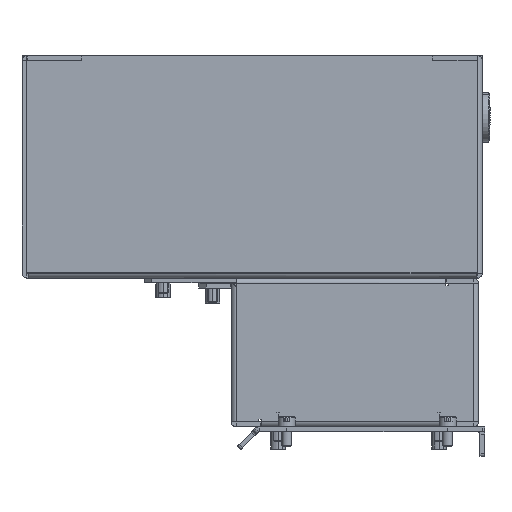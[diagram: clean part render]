
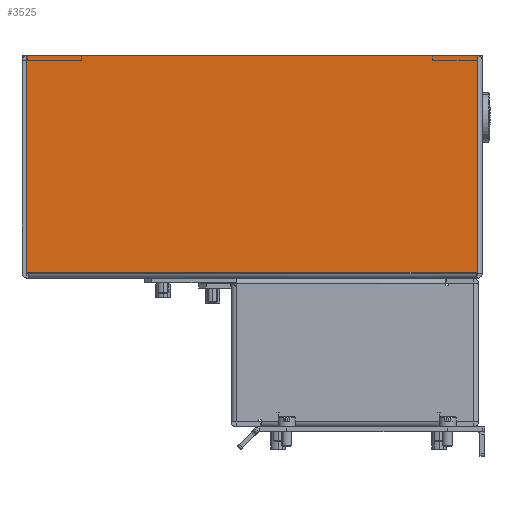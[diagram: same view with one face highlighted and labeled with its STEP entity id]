
A CAD part, left-side view. The second image highlights one B-rep face of the part: STEP entity #3525.
In plain terms, the highlighted face is planar.
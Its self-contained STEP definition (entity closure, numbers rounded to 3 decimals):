
#88 = EDGE_LOOP ( 'NONE', ( #857, #10761, #9965, #6778, #16902, #13285, #15969 ) ) ;
#415 = VERTEX_POINT ( 'NONE', #5939 ) ;
#820 = DIRECTION ( 'NONE',  ( -1., 0., 0. ) ) ;
#857 = ORIENTED_EDGE ( 'NONE', *, *, #15550, .T. ) ;
#996 = CARTESIAN_POINT ( 'NONE',  ( 237., 0., 90. ) ) ;
#1008 = LINE ( 'NONE', #6222, #12141 ) ;
#1653 = DIRECTION ( 'NONE',  ( 0., -1., 0. ) ) ;
#2298 = PLANE ( 'NONE',  #6529 ) ;
#2342 = EDGE_CURVE ( 'NONE', #15671, #415, #15453, .T. ) ;
#2599 = EDGE_CURVE ( 'NONE', #4522, #415, #9678, .T. ) ;
#3525 = ADVANCED_FACE ( 'NONE', ( #9081 ), #2298, .F. ) ;
#3617 = DIRECTION ( 'NONE',  ( 0., 1., 0. ) ) ;
#4300 = DIRECTION ( 'NONE',  ( 0., -1., 0. ) ) ;
#4522 = VERTEX_POINT ( 'NONE', #12682 ) ;
#4783 = CARTESIAN_POINT ( 'NONE',  ( 237., 183.999, 87.5 ) ) ;
#5336 = EDGE_CURVE ( 'NONE', #14798, #8059, #1008, .T. ) ;
#5807 = VECTOR ( 'NONE', #16067, 1000. ) ;
#5939 = CARTESIAN_POINT ( 'NONE',  ( 237., 2.5, 87.5 ) ) ;
#6222 = CARTESIAN_POINT ( 'NONE',  ( 237., 0., 0. ) ) ;
#6529 = AXIS2_PLACEMENT_3D ( 'NONE', #996, #820, #14417 ) ;
#6778 = ORIENTED_EDGE ( 'NONE', *, *, #13055, .T. ) ;
#7155 = CARTESIAN_POINT ( 'NONE',  ( 237., 183.5, 87.5 ) ) ;
#7685 = CARTESIAN_POINT ( 'NONE',  ( 237., 2.5, 90. ) ) ;
#7772 = DIRECTION ( 'NONE',  ( 0., 0., -1. ) ) ;
#8059 = VERTEX_POINT ( 'NONE', #11239 ) ;
#8267 = CARTESIAN_POINT ( 'NONE',  ( 237., 2.1, 90. ) ) ;
#9081 = FACE_OUTER_BOUND ( 'NONE', #88, .T. ) ;
#9478 = EDGE_CURVE ( 'NONE', #12617, #8059, #16422, .T. ) ;
#9678 = LINE ( 'NONE', #7155, #10628 ) ;
#9695 = EDGE_CURVE ( 'NONE', #10942, #14798, #9826, .T. ) ;
#9768 = CARTESIAN_POINT ( 'NONE',  ( 237., 2.1, 87.9 ) ) ;
#9809 = CARTESIAN_POINT ( 'NONE',  ( 237., 2.1, 0. ) ) ;
#9826 = LINE ( 'NONE', #8267, #12424 ) ;
#9965 = ORIENTED_EDGE ( 'NONE', *, *, #2342, .F. ) ;
#10628 = VECTOR ( 'NONE', #4300, 1000. ) ;
#10761 = ORIENTED_EDGE ( 'NONE', *, *, #2599, .T. ) ;
#10794 = CARTESIAN_POINT ( 'NONE',  ( 237., 2.5, 87.9 ) ) ;
#10942 = VERTEX_POINT ( 'NONE', #9768 ) ;
#11239 = CARTESIAN_POINT ( 'NONE',  ( 237., 183.999, 0. ) ) ;
#11341 = CARTESIAN_POINT ( 'NONE',  ( 237., 183.999, 90. ) ) ;
#11705 = VECTOR ( 'NONE', #7772, 1000. ) ;
#12141 = VECTOR ( 'NONE', #3617, 1000. ) ;
#12424 = VECTOR ( 'NONE', #14825, 1000. ) ;
#12617 = VERTEX_POINT ( 'NONE', #4783 ) ;
#12682 = CARTESIAN_POINT ( 'NONE',  ( 237., 183.5, 87.5 ) ) ;
#13055 = EDGE_CURVE ( 'NONE', #15671, #10942, #13159, .T. ) ;
#13159 = LINE ( 'NONE', #10794, #16980 ) ;
#13285 = ORIENTED_EDGE ( 'NONE', *, *, #5336, .T. ) ;
#13367 = LINE ( 'NONE', #14584, #5807 ) ;
#14417 = DIRECTION ( 'NONE',  ( 0., -1., 0. ) ) ;
#14584 = CARTESIAN_POINT ( 'NONE',  ( 237., 0., 87.5 ) ) ;
#14798 = VERTEX_POINT ( 'NONE', #9809 ) ;
#14825 = DIRECTION ( 'NONE',  ( 0., 0., -1. ) ) ;
#14948 = VECTOR ( 'NONE', #16664, 1000. ) ;
#15453 = LINE ( 'NONE', #7685, #11705 ) ;
#15550 = EDGE_CURVE ( 'NONE', #12617, #4522, #13367, .T. ) ;
#15600 = CARTESIAN_POINT ( 'NONE',  ( 237., 2.5, 87.9 ) ) ;
#15671 = VERTEX_POINT ( 'NONE', #15600 ) ;
#15969 = ORIENTED_EDGE ( 'NONE', *, *, #9478, .F. ) ;
#16067 = DIRECTION ( 'NONE',  ( 0., -1., 0. ) ) ;
#16422 = LINE ( 'NONE', #11341, #14948 ) ;
#16664 = DIRECTION ( 'NONE',  ( 0., 0., -1. ) ) ;
#16902 = ORIENTED_EDGE ( 'NONE', *, *, #9695, .T. ) ;
#16980 = VECTOR ( 'NONE', #1653, 1000. ) ;
